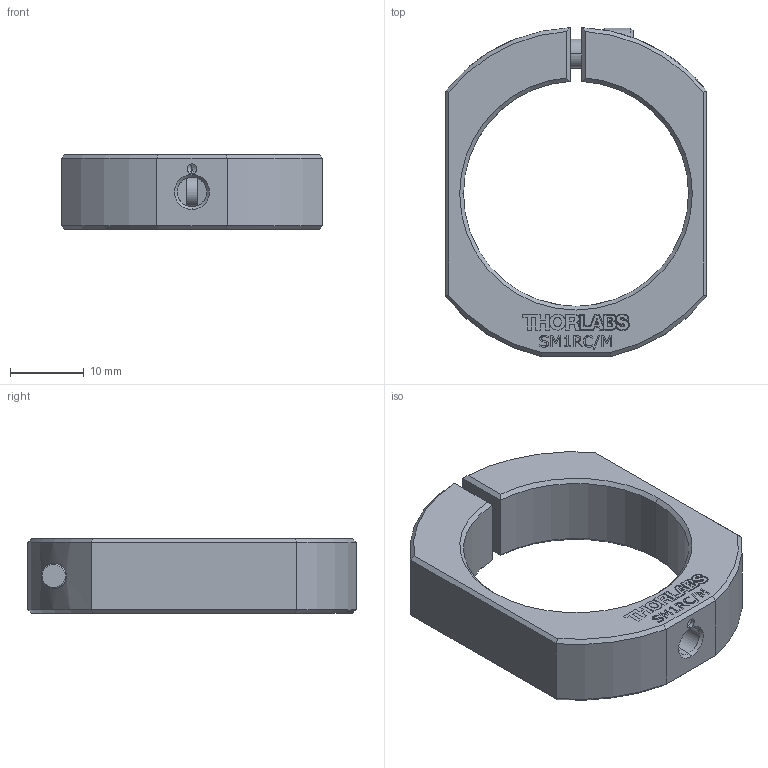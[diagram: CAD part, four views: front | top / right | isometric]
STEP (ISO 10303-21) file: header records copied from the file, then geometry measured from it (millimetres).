
FILE_DESCRIPTION (( 'STEP AP214' ), '1' );
FILE_NAME ('13349-E0W.STEP', '2016-06-01T17:26:12', ( '' ), ( '' ), 'SwSTEP 2.0', 'SolidWorks 2016', '' );
FILE_SCHEMA (( 'AUTOMOTIVE_DESIGN' ));
Length unit declared in the file: inch
Products named in the file (1): 13349-E0W
Bounding box: 35.56 x 44.69 x 10.16 mm (x, y, z)
Volume: 6403.5 mm3; surface area: 4275.8 mm2
Topology: 2 solids, 2 shells, 337 faces, 880 edges, 573 vertices
Faces by surface type: plane 197, bspline 96, cone 22, cylinder 22
Entity records: 16526 total; most frequent: CARTESIAN_POINT 4476, ORIENTED_EDGE 1756, DIRECTION 1206, EDGE_CURVE 878, VECTOR 600, LINE 600, VERTEX_POINT 573, EDGE_LOOP 371
